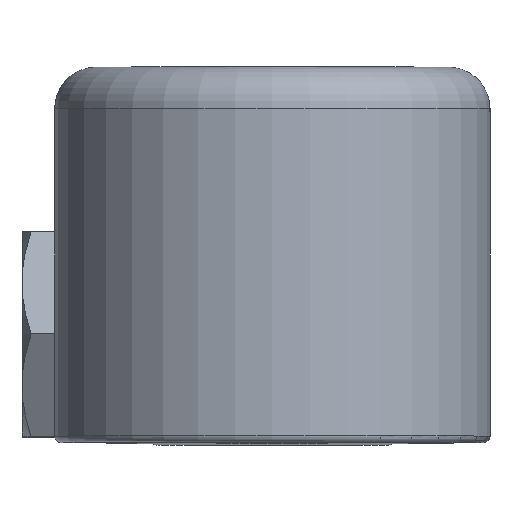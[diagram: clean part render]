
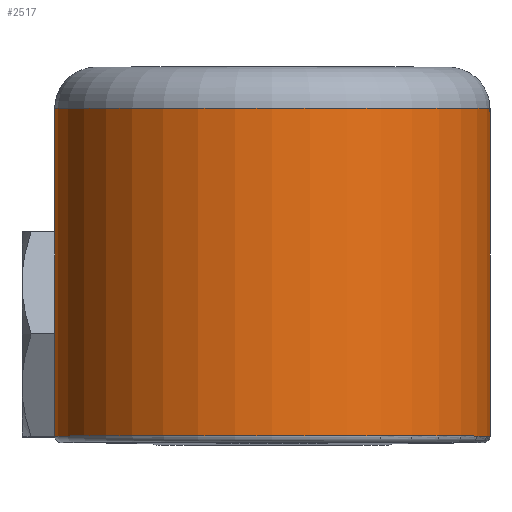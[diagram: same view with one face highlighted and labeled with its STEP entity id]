
A CAD part, top view. The second image highlights one B-rep face of the part: STEP entity #2517.
In plain terms, the highlighted cylindrical face has radius 25.4 mm (diameter 50.8 mm), a partial arc.
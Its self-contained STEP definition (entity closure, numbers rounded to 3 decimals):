
#589=DIRECTION('',(0.,1.,0.));
#590=VECTOR('',#589,37.719);
#591=CARTESIAN_POINT('',(25.4,0.762,0.));
#592=LINE('',#591,#590);
#714=DIRECTION('',(0.,1.,0.));
#715=VECTOR('',#714,0.508);
#716=CARTESIAN_POINT('',(25.4,38.481,0.));
#717=LINE('',#716,#715);
#721=DIRECTION('',(0.,1.,0.));
#722=VECTOR('',#721,37.719);
#723=CARTESIAN_POINT('',(-25.4,0.762,0.));
#724=LINE('',#723,#722);
#728=DIRECTION('',(0.,1.,0.));
#729=VECTOR('',#728,0.508);
#730=CARTESIAN_POINT('',(-25.4,38.481,0.));
#731=LINE('',#730,#729);
#743=CARTESIAN_POINT('',(0.,38.989,0.));
#744=DIRECTION('',(0.,1.,0.));
#745=DIRECTION('',(-1.,0.,0.));
#746=AXIS2_PLACEMENT_3D('',#743,#744,#745);
#773=CARTESIAN_POINT('',(0.,0.762,0.));
#774=DIRECTION('',(0.,-1.,0.));
#775=DIRECTION('',(1.,0.,0.));
#776=AXIS2_PLACEMENT_3D('',#773,#774,#775);
#1741=CARTESIAN_POINT('',(-25.4,38.989,0.));
#1742=CARTESIAN_POINT('',(25.4,38.989,0.));
#1743=VERTEX_POINT('',#1741);
#1744=VERTEX_POINT('',#1742);
#1775=CARTESIAN_POINT('',(25.4,0.762,0.));
#1776=VERTEX_POINT('',#1775);
#1779=CARTESIAN_POINT('',(-25.4,0.762,0.));
#1780=VERTEX_POINT('',#1779);
#1916=CARTESIAN_POINT('',(25.4,38.481,0.));
#1917=VERTEX_POINT('',#1916);
#1922=CARTESIAN_POINT('',(-25.4,38.481,0.));
#1923=VERTEX_POINT('',#1922);
#2501=CARTESIAN_POINT('',(0.,0.,0.));
#2502=DIRECTION('',(0.,1.,0.));
#2503=DIRECTION('',(-1.,0.,0.));
#2504=AXIS2_PLACEMENT_3D('',#2501,#2502,#2503);
#2505=CYLINDRICAL_SURFACE('',#2504,25.4);
#2507=ORIENTED_EDGE('',*,*,#2506,.T.);
#2508=ORIENTED_EDGE('',*,*,#2473,.F.);
#2509=ORIENTED_EDGE('',*,*,#2420,.F.);
#2511=ORIENTED_EDGE('',*,*,#2510,.T.);
#2513=ORIENTED_EDGE('',*,*,#2512,.T.);
#2514=ORIENTED_EDGE('',*,*,#2490,.T.);
#2515=EDGE_LOOP('',(#2507,#2508,#2509,#2511,#2513,#2514));
#2516=FACE_OUTER_BOUND('',#2515,.F.);
#747=CIRCLE('',#746,25.4);
#777=CIRCLE('',#776,25.4);
#2420=EDGE_CURVE('',#1776,#1917,#592,.T.);
#2473=EDGE_CURVE('',#1917,#1744,#717,.T.);
#2490=EDGE_CURVE('',#1923,#1743,#731,.T.);
#2506=EDGE_CURVE('',#1743,#1744,#747,.T.);
#2510=EDGE_CURVE('',#1776,#1780,#777,.T.);
#2512=EDGE_CURVE('',#1780,#1923,#724,.T.);
#2517=ADVANCED_FACE('',(#2516),#2505,.T.);
